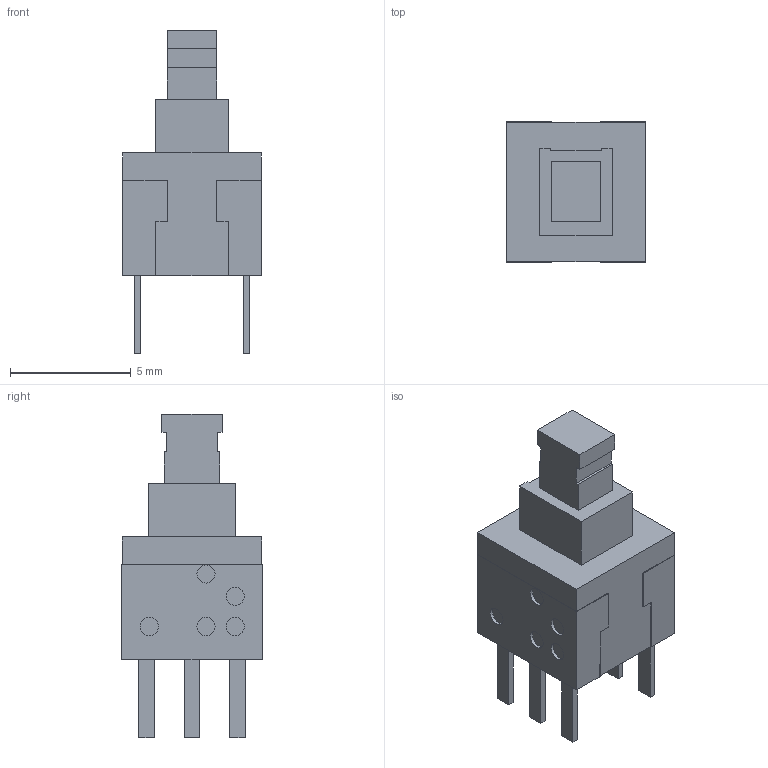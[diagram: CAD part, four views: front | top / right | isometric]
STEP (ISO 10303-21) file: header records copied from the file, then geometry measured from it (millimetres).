
FILE_DESCRIPTION(/* description */ ('Unknown'),/* implementation_level */ '2;1');
FILE_NAME(/* name */ 'Tactal Toggle Button (6 x 6 x 10mm) - NON Latching',/* time_stamp */ '2018-10-30T15:35:07-04:00',/* author */ ('Unknown'),/* organization */ ('Unknown'),/* preprocessor_version */ 'ST-DEVELOPER v16.7',/* originating_system */ 'DEX',/* authorisation */ $);
FILE_SCHEMA (('AUTOMOTIVE_DESIGN {1 0 10303 214 3 1 1}'));
Length unit declared in the file: millimetre
Products named in the file (1): Tactal Toggle Button (6 x 6 x 10mm) - NON Latching
Bounding box: 5.74 x 5.82 x 13.39 mm (x, y, z)
Volume: 205.2 mm3; surface area: 363 mm2
Topology: 1 solids, 21 shells, 270 faces, 630 edges, 420 vertices
Faces by surface type: plane 221, bspline 39, cylinder 10
Full cylindrical faces by diameter (mm): 0.751 x10
Entity records: 10807 total; most frequent: CARTESIAN_POINT 3374, ORIENTED_EDGE 1232, DIRECTION 836, EDGE_CURVE 616, VERTEX_POINT 420, LINE 332, VECTOR 332, EDGE_LOOP 314
